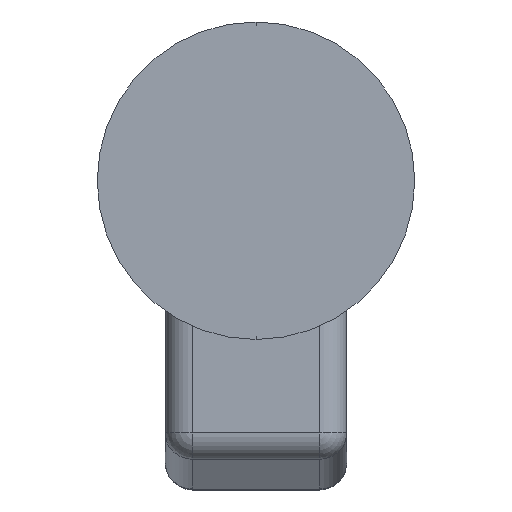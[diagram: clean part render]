
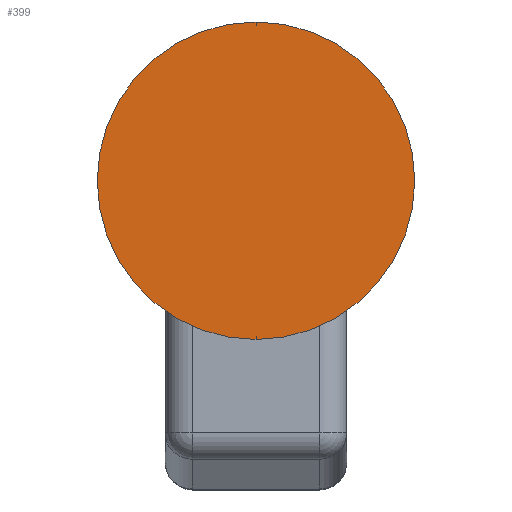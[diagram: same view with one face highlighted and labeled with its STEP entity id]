
A CAD part, front view. The second image highlights one B-rep face of the part: STEP entity #399.
In plain terms, the highlighted planar face has unit normal (0, -1, 0).
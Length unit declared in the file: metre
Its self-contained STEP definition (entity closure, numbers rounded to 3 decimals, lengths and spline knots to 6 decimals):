
#179 = ORIENTED_EDGE ( 'NONE', *, *, #796, .F. ) ;
#180 = DIRECTION ( 'NONE',  ( 0., 0., -1. ) ) ;
#199 = DIRECTION ( 'NONE',  ( 0., 1., 0. ) ) ;
#280 = CIRCLE ( 'NONE', #603, 7. ) ;
#288 = AXIS2_PLACEMENT_3D ( 'NONE', #394, #625, #412 ) ;
#290 = PLANE ( 'NONE',  #1082 ) ;
#394 = CARTESIAN_POINT ( 'NONE',  ( 0., -100., -9. ) ) ;
#399 = ADVANCED_FACE ( 'NONE', ( #501 ), #290, .T. ) ;
#412 = DIRECTION ( 'NONE',  ( 0., 0., 1. ) ) ;
#447 = ORIENTED_EDGE ( 'NONE', *, *, #502, .F. ) ;
#479 = CARTESIAN_POINT ( 'NONE',  ( 0., -100., -16. ) ) ;
#501 = FACE_OUTER_BOUND ( 'NONE', #989, .T. ) ;
#502 = EDGE_CURVE ( 'NONE', #1028, #1369, #280, .T. ) ;
#528 = DIRECTION ( 'NONE',  ( 0., 0., 1. ) ) ;
#603 = AXIS2_PLACEMENT_3D ( 'NONE', #1073, #199, #528 ) ;
#625 = DIRECTION ( 'NONE',  ( 0., 1., 0. ) ) ;
#796 = EDGE_CURVE ( 'NONE', #1369, #1028, #1311, .T. ) ;
#813 = CARTESIAN_POINT ( 'NONE',  ( 0., -100., -2. ) ) ;
#831 = CARTESIAN_POINT ( 'NONE',  ( 0., -100., -9. ) ) ;
#989 = EDGE_LOOP ( 'NONE', ( #447, #179 ) ) ;
#1028 = VERTEX_POINT ( 'NONE', #813 ) ;
#1073 = CARTESIAN_POINT ( 'NONE',  ( 0., -100., -9. ) ) ;
#1082 = AXIS2_PLACEMENT_3D ( 'NONE', #831, #1278, #180 ) ;
#1278 = DIRECTION ( 'NONE',  ( 0., -1., 0. ) ) ;
#1311 = CIRCLE ( 'NONE', #288, 7. ) ;
#1369 = VERTEX_POINT ( 'NONE', #479 ) ;
